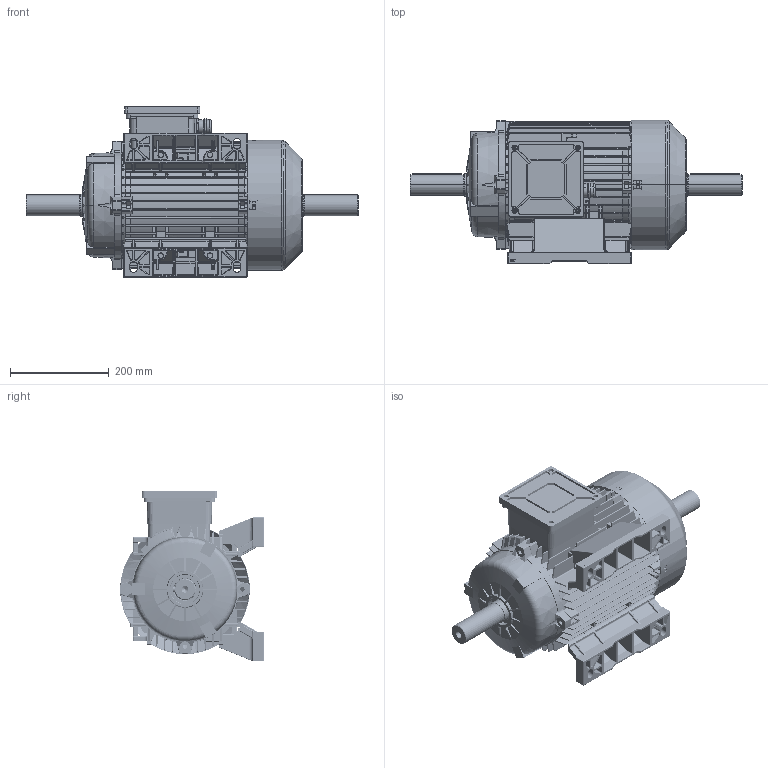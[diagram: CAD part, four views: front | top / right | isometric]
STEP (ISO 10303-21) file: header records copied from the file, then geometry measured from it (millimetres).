
FILE_DESCRIPTION (( 'STEP AP214' ), '1' );
FILE_NAME ('CA160MT-B3-IC411-2-4-6-8 POLES-TB RIGHT-DOUBLE SHAFT.STEP', '2024-09-23T07:30:19', ( '' ), ( '' ), 'SwSTEP 2.0', 'SolidWorks 2024', '' );
FILE_SCHEMA (( 'AUTOMOTIVE_DESIGN' ));
Length unit declared in the file: millimetre
Products named in the file (18): Albero C-FC 160MT - Serie - Autov.; Scudo C160MT anteriore; Coperchio scatola morsetti 132; Copriventola 132M H.113; parallel_din_Parallel key A12 x 8 x 100 DIN 6885; Gruppo Coprimorsettiera 132; Tappo M25; Scudo C160MT posteriore; Guarnizione scatola-motore 132; Carcassa 132SM-160T-B3-B5; PRESSACAVO M25; Piede 160T; Radial Ball Bearing_68_SKF_SKF - 6309 - 10,DE,NC,10_68; Guarnizione scatola-coperchio 132; Radial Ball Bearing_68_SKF_SKF - 6308 - 10,DE,NC,10_68; Scatola morsetti 132; CA160MT-B3-IC411-2-4-6-8 POLES-TB RIGHT-DOUBLE SHAFT; Targhetta motore_LAMIERA ALLUMINIO
Assembly tree (20 placements, depth 3):
  CA160MT-B3-IC411-2-4-6-8 POLES-TB RIGHT-DOUBLE SHAFT
    Albero C-FC 160MT - Serie - Autov.  x2
    Radial Ball Bearing_68_SKF_SKF - 6309 - 10,DE,NC,10_68
    Radial Ball Bearing_68_SKF_SKF - 6308 - 10,DE,NC,10_68
    Scudo C160MT anteriore
    Scudo C160MT posteriore
    Piede 160T  x2
    parallel_din_Parallel key A12 x 8 x 100 DIN 6885  x2
    Copriventola 132M H.113
    Targhetta motore_LAMIERA ALLUMINIO
    Gruppo Coprimorsettiera 132
      Scatola morsetti 132
      Coperchio scatola morsetti 132
      Guarnizione scatola-motore 132
      PRESSACAVO M25
      Tappo M25
      Guarnizione scatola-coperchio 132
    Carcassa 132SM-160T-B3-B5
Bounding box: 673 x 291.5 x 346 mm (x, y, z)
Volume: 6006913.9 mm3; surface area: 2088824.6 mm2
Topology: 19 solids, 21 shells, 6542 faces, 17546 edges, 10947 vertices
Faces by surface type: plane 2515, cylinder 1685, torus 729, bspline 689, cone 610, sphere 314
Entity records: 217959 total; most frequent: CARTESIAN_POINT 75033, ORIENTED_EDGE 31762, DIRECTION 27568, EDGE_CURVE 15881, VERTEX_POINT 10015, AXIS2_PLACEMENT_3D 9984, VECTOR 7600, LINE 7600
